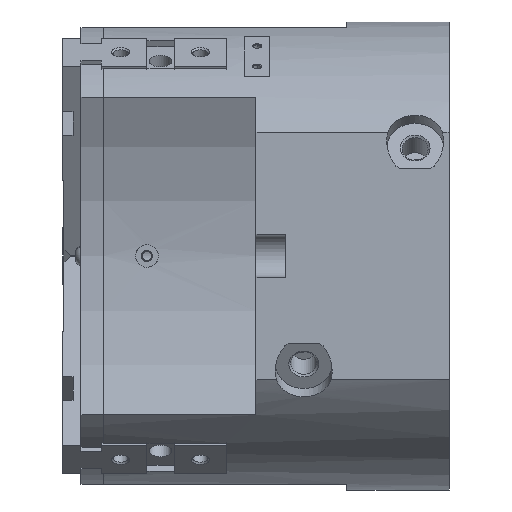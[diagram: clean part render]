
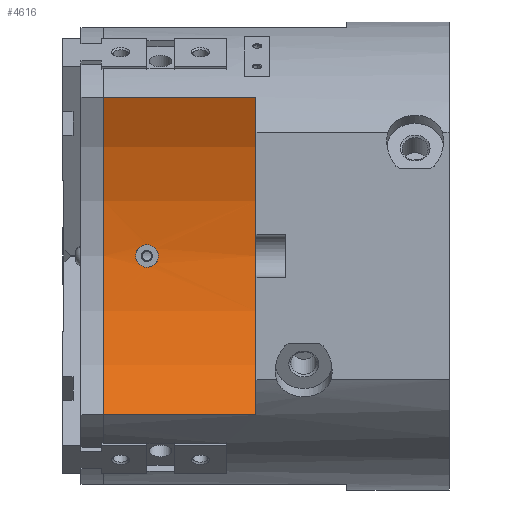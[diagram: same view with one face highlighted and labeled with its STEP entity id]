
A CAD part, left-side view. The second image highlights one B-rep face of the part: STEP entity #4616.
In plain terms, the highlighted cylindrical face has radius 145 mm (diameter 290 mm), a partial arc.
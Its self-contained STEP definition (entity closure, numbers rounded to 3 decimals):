
#2310 = EDGE_CURVE( '', #5118, #2418, #6755, .T. );
#2390 = EDGE_CURVE( '', #4596, #6474, #6846, .T. );
#2418 = VERTEX_POINT( '', #6879 );
#3632 = EDGE_CURVE( '', #6606, #4010, #8222, .T. );
#4010 = VERTEX_POINT( '', #8646 );
#4596 = VERTEX_POINT( '', #9293 );
#4616 = ADVANCED_FACE( '', ( #9313, #9314 ), #9315, .F. );
#5118 = VERTEX_POINT( '', #9871 );
#5608 = EDGE_CURVE( '', #6474, #5118, #10411, .T. );
#6294 = EDGE_CURVE( '', #4596, #2418, #11178, .T. );
#6394 = EDGE_CURVE( '', #4010, #6606, #11290, .T. );
#6474 = VERTEX_POINT( '', #11383 );
#6606 = VERTEX_POINT( '', #11530 );
#6755 = LINE( '', #11707, #11708 );
#6846 = LINE( '', #11831, #11832 );
#6879 = CARTESIAN_POINT( '', ( -75.626, 151.99, -69.927 ) );
#8222 = B_SPLINE_CURVE_WITH_KNOTS( '', 3, ( #13892, #13893, #13894, #13895, #13896, #13897, #13898, #13899, #13900, #13901, #13902, #13903, #13904, #13905, #13906, #13907, #13908, #13909, #13910, #13911, #13912, #13913, #13914, #13915, #13916, #13917, #13918, #13919, #13920, #13921, #13922, #13923, #13924, #13925 ), .UNSPECIFIED., .F., .F., ( 4, 2, 2, 2, 2, 2, 2, 2, 2, 2, 2, 2, 2, 2, 2, 2, 4 ), ( 0., 0.942, 1.884, 2.825, 3.767, 4.709, 5.651, 6.593, 7.534, 8.476, 9.418, 10.36, 11.302, 12.243, 13.185, 14.127, 15.069 ), .UNSPECIFIED. );
#8646 = CARTESIAN_POINT( '', ( -57.736, 133., -5. ) );
#9293 = CARTESIAN_POINT( '', ( -75.626, 151.99, 69.927 ) );
#9313 = FACE_OUTER_BOUND( '', #15539, .T. );
#9314 = FACE_BOUND( '', #15540, .T. );
#9315 = CYLINDRICAL_SURFACE( '', #15541, 145. );
#9871 = CARTESIAN_POINT( '', ( -75.626, 85., -69.927 ) );
#10411 = CIRCLE( '', #17139, 145. );
#11178 = CIRCLE( '', #18219, 145. );
#11290 = B_SPLINE_CURVE_WITH_KNOTS( '', 3, ( #18403, #18404, #18405, #18406, #18407, #18408, #18409, #18410, #18411, #18412, #18413, #18414, #18415, #18416, #18417, #18418, #18419, #18420, #18421, #18422, #18423, #18424, #18425, #18426, #18427, #18428, #18429, #18430, #18431, #18432, #18433, #18434, #18435, #18436 ), .UNSPECIFIED., .F., .F., ( 4, 2, 2, 2, 2, 2, 2, 2, 2, 2, 2, 2, 2, 2, 2, 2, 4 ), ( 15.069, 16.011, 16.952, 17.894, 18.836, 19.778, 20.72, 21.661, 22.603, 23.545, 24.487, 25.429, 26.37, 27.312, 28.254, 29.196, 30.137 ), .UNSPECIFIED. );
#11383 = CARTESIAN_POINT( '', ( -75.626, 85., 69.927 ) );
#11530 = CARTESIAN_POINT( '', ( -57.736, 133., 5. ) );
#11707 = CARTESIAN_POINT( '', ( -75.626, 162., -69.927 ) );
#11708 = VECTOR( '', #18921, 1. );
#11831 = CARTESIAN_POINT( '', ( -75.626, 162., 69.927 ) );
#11832 = VECTOR( '', #19042, 1. );
#13892 = CARTESIAN_POINT( '', ( -57.736, 133., 5. ) );
#13893 = CARTESIAN_POINT( '', ( -57.736, 132.686, 5. ) );
#13894 = CARTESIAN_POINT( '', ( -57.735, 132.361, 4.97 ) );
#13895 = CARTESIAN_POINT( '', ( -57.731, 131.716, 4.843 ) );
#13896 = CARTESIAN_POINT( '', ( -57.728, 131.394, 4.747 ) );
#13897 = CARTESIAN_POINT( '', ( -57.72, 130.779, 4.492 ) );
#13898 = CARTESIAN_POINT( '', ( -57.715, 130.483, 4.333 ) );
#13899 = CARTESIAN_POINT( '', ( -57.704, 129.937, 3.966 ) );
#13900 = CARTESIAN_POINT( '', ( -57.699, 129.686, 3.757 ) );
#13901 = CARTESIAN_POINT( '', ( -57.688, 129.243, 3.314 ) );
#13902 = CARTESIAN_POINT( '', ( -57.682, 129.034, 3.063 ) );
#13903 = CARTESIAN_POINT( '', ( -57.672, 128.667, 2.517 ) );
#13904 = CARTESIAN_POINT( '', ( -57.667, 128.508, 2.221 ) );
#13905 = CARTESIAN_POINT( '', ( -57.659, 128.253, 1.606 ) );
#13906 = CARTESIAN_POINT( '', ( -57.655, 128.157, 1.284 ) );
#13907 = CARTESIAN_POINT( '', ( -57.651, 128.03, 0.639 ) );
#13908 = CARTESIAN_POINT( '', ( -57.65, 128., 0.314 ) );
#13909 = CARTESIAN_POINT( '', ( -57.65, 128., -0.314 ) );
#13910 = CARTESIAN_POINT( '', ( -57.651, 128.03, -0.639 ) );
#13911 = CARTESIAN_POINT( '', ( -57.655, 128.157, -1.284 ) );
#13912 = CARTESIAN_POINT( '', ( -57.659, 128.253, -1.606 ) );
#13913 = CARTESIAN_POINT( '', ( -57.667, 128.508, -2.221 ) );
#13914 = CARTESIAN_POINT( '', ( -57.672, 128.667, -2.517 ) );
#13915 = CARTESIAN_POINT( '', ( -57.682, 129.034, -3.063 ) );
#13916 = CARTESIAN_POINT( '', ( -57.688, 129.243, -3.314 ) );
#13917 = CARTESIAN_POINT( '', ( -57.699, 129.686, -3.757 ) );
#13918 = CARTESIAN_POINT( '', ( -57.704, 129.937, -3.966 ) );
#13919 = CARTESIAN_POINT( '', ( -57.715, 130.483, -4.333 ) );
#13920 = CARTESIAN_POINT( '', ( -57.72, 130.779, -4.492 ) );
#13921 = CARTESIAN_POINT( '', ( -57.728, 131.394, -4.747 ) );
#13922 = CARTESIAN_POINT( '', ( -57.731, 131.716, -4.843 ) );
#13923 = CARTESIAN_POINT( '', ( -57.735, 132.361, -4.97 ) );
#13924 = CARTESIAN_POINT( '', ( -57.736, 132.686, -5. ) );
#13925 = CARTESIAN_POINT( '', ( -57.736, 133., -5. ) );
#15539 = EDGE_LOOP( '', ( #21848, #21849, #21850, #21851 ) );
#15540 = EDGE_LOOP( '', ( #21852, #21853 ) );
#15541 = AXIS2_PLACEMENT_3D( '', #21854, #21855, #21856 );
#17139 = AXIS2_PLACEMENT_3D( '', #23073, #23074, #23075 );
#18219 = AXIS2_PLACEMENT_3D( '', #23978, #23979, #23980 );
#18403 = CARTESIAN_POINT( '', ( -57.736, 133., -5. ) );
#18404 = CARTESIAN_POINT( '', ( -57.736, 133.314, -5. ) );
#18405 = CARTESIAN_POINT( '', ( -57.735, 133.639, -4.97 ) );
#18406 = CARTESIAN_POINT( '', ( -57.731, 134.284, -4.843 ) );
#18407 = CARTESIAN_POINT( '', ( -57.728, 134.606, -4.747 ) );
#18408 = CARTESIAN_POINT( '', ( -57.72, 135.221, -4.492 ) );
#18409 = CARTESIAN_POINT( '', ( -57.715, 135.517, -4.333 ) );
#18410 = CARTESIAN_POINT( '', ( -57.704, 136.063, -3.966 ) );
#18411 = CARTESIAN_POINT( '', ( -57.699, 136.314, -3.757 ) );
#18412 = CARTESIAN_POINT( '', ( -57.688, 136.757, -3.314 ) );
#18413 = CARTESIAN_POINT( '', ( -57.682, 136.966, -3.063 ) );
#18414 = CARTESIAN_POINT( '', ( -57.672, 137.333, -2.517 ) );
#18415 = CARTESIAN_POINT( '', ( -57.667, 137.492, -2.221 ) );
#18416 = CARTESIAN_POINT( '', ( -57.659, 137.747, -1.606 ) );
#18417 = CARTESIAN_POINT( '', ( -57.655, 137.843, -1.284 ) );
#18418 = CARTESIAN_POINT( '', ( -57.651, 137.97, -0.639 ) );
#18419 = CARTESIAN_POINT( '', ( -57.65, 138., -0.314 ) );
#18420 = CARTESIAN_POINT( '', ( -57.65, 138., 0.314 ) );
#18421 = CARTESIAN_POINT( '', ( -57.651, 137.97, 0.639 ) );
#18422 = CARTESIAN_POINT( '', ( -57.655, 137.843, 1.284 ) );
#18423 = CARTESIAN_POINT( '', ( -57.659, 137.747, 1.606 ) );
#18424 = CARTESIAN_POINT( '', ( -57.667, 137.492, 2.221 ) );
#18425 = CARTESIAN_POINT( '', ( -57.672, 137.333, 2.517 ) );
#18426 = CARTESIAN_POINT( '', ( -57.682, 136.966, 3.063 ) );
#18427 = CARTESIAN_POINT( '', ( -57.688, 136.757, 3.314 ) );
#18428 = CARTESIAN_POINT( '', ( -57.699, 136.314, 3.757 ) );
#18429 = CARTESIAN_POINT( '', ( -57.704, 136.063, 3.966 ) );
#18430 = CARTESIAN_POINT( '', ( -57.715, 135.517, 4.333 ) );
#18431 = CARTESIAN_POINT( '', ( -57.72, 135.221, 4.492 ) );
#18432 = CARTESIAN_POINT( '', ( -57.728, 134.606, 4.747 ) );
#18433 = CARTESIAN_POINT( '', ( -57.731, 134.284, 4.843 ) );
#18434 = CARTESIAN_POINT( '', ( -57.735, 133.639, 4.97 ) );
#18435 = CARTESIAN_POINT( '', ( -57.736, 133.314, 5. ) );
#18436 = CARTESIAN_POINT( '', ( -57.736, 133., 5. ) );
#18921 = DIRECTION( '', ( 0., 1., 0. ) );
#19042 = DIRECTION( '', ( 0., -1., 0. ) );
#21848 = ORIENTED_EDGE( '', *, *, #6294, .T. );
#21849 = ORIENTED_EDGE( '', *, *, #2310, .F. );
#21850 = ORIENTED_EDGE( '', *, *, #5608, .F. );
#21851 = ORIENTED_EDGE( '', *, *, #2390, .F. );
#21852 = ORIENTED_EDGE( '', *, *, #3632, .T. );
#21853 = ORIENTED_EDGE( '', *, *, #6394, .T. );
#21854 = CARTESIAN_POINT( '', ( -202.65, 162., 0. ) );
#21855 = DIRECTION( '', ( 0., 1., 0. ) );
#21856 = DIRECTION( '', ( 0.869, 0., -0.495 ) );
#23073 = CARTESIAN_POINT( '', ( -202.65, 85., 0. ) );
#23074 = DIRECTION( '', ( 0., 1., 0. ) );
#23075 = DIRECTION( '', ( 0.869, 0., -0.495 ) );
#23978 = CARTESIAN_POINT( '', ( -202.65, 151.99, 0. ) );
#23979 = DIRECTION( '', ( 0., 1., 0. ) );
#23980 = DIRECTION( '', ( 0.869, 0., -0.495 ) );
